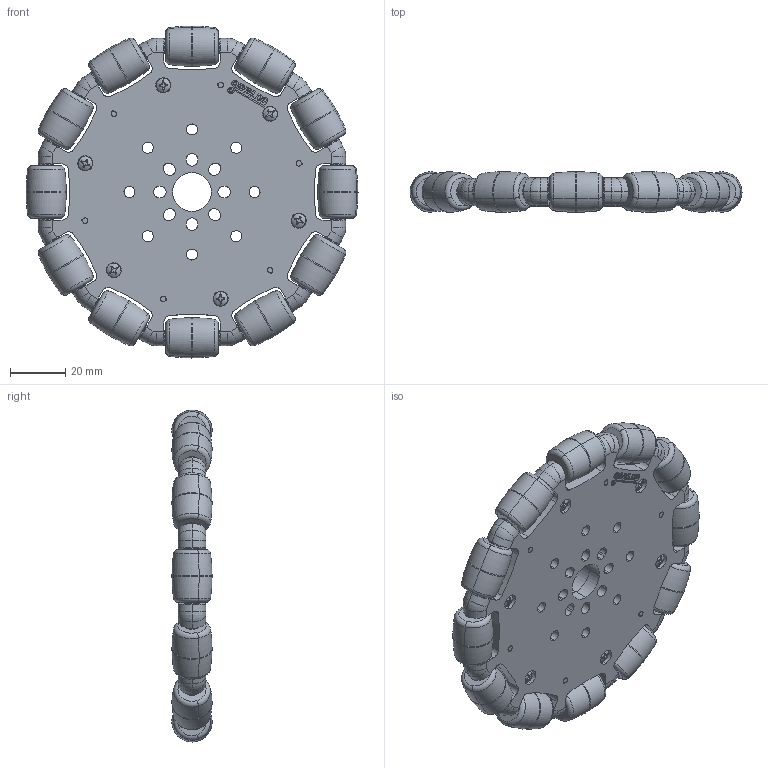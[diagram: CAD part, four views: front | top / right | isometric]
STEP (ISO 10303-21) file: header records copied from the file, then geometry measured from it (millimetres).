
FILE_DESCRIPTION (( 'STEP AP203' ), '1' );
FILE_NAME ('3604-0014-0120 assembly.STEP', '2017-03-31T16:35:38', ( '' ), ( '' ), 'SwSTEP 2.0', 'SolidWorks 2016', '' );
FILE_SCHEMA (( 'CONFIG_CONTROL_DESIGN' ));
Length unit declared in the file: millimetre
Products named in the file (6): 595671 omni wheel bushing; 595671 omni wheel shaft; 364 omni wheel screw_99461A110; 3604-0014-0120 wheel half; 3604-0014-0120 assembly; 3604-0014-0120 roller
Assembly tree (50 placements, depth 2):
  3604-0014-0120 assembly
    3604-0014-0120 wheel half  x2
    595671 omni wheel bushing  x12
    364 omni wheel screw_99461A110  x12
    595671 omni wheel shaft  x12
    3604-0014-0120 roller  x12
Bounding box: 120.13 x 14.63 x 120.13 mm (x, y, z)
Volume: 102134.5 mm3; surface area: 62877.7 mm2
Topology: 50 solids, 50 shells, 2220 faces, 5868 edges, 3828 vertices
Faces by surface type: cylinder 858, plane 656, torus 288, cone 228, bspline 166, sphere 24
Entity records: 20350 total; most frequent: CARTESIAN_POINT 5552, ORIENTED_EDGE 2778, DIRECTION 2601, EDGE_CURVE 1389, AXIS2_PLACEMENT_3D 952, VERTEX_POINT 919, VECTOR 697, LINE 697
